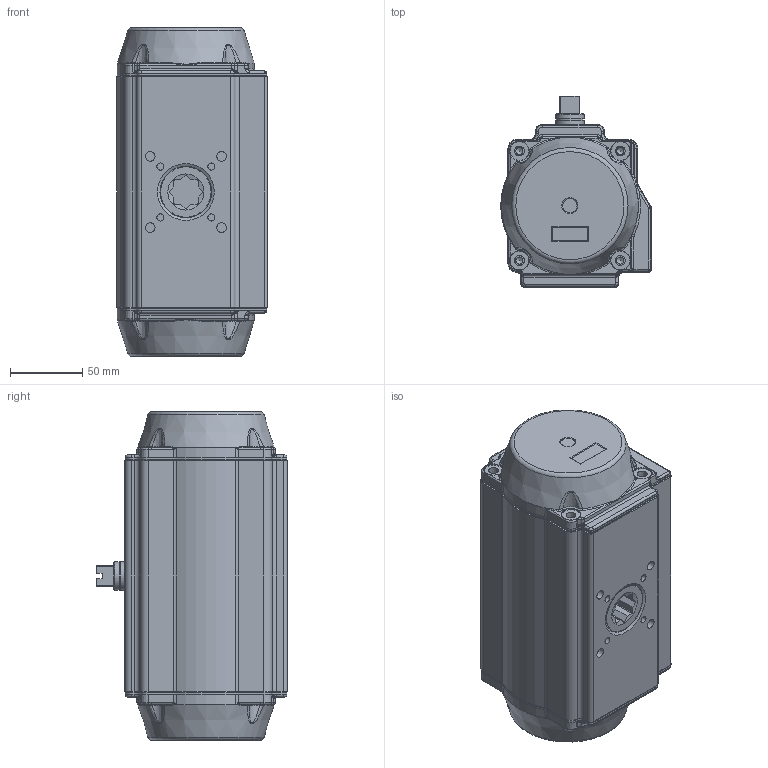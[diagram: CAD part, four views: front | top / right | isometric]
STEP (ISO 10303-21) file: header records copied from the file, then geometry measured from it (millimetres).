
FILE_DESCRIPTION(/* description */ ('Unknown'),/* implementation_level */ '2;1');
FILE_NAME(/* name */ 'PD05_PE04',/* time_stamp */ '2022-02-21T12:40:31+01:00',/* author */ ('Unknown'),/* organization */ ('Unknown'),/* preprocessor_version */ 'ST-DEVELOPER v16.7',/* originating_system */ 'Solid Edge',/* authorisation */ 'Unknown');
FILE_SCHEMA (('AUTOMOTIVE_DESIGN {1 0 10303 214 3 1 1}'));
Products named in the file (6): PD05_PE04; VTE85____; huosai85; zhou85; vt85-2016-06-25  _______MIR; vt85-2016-06-25
Assembly tree (6 placements, depth 2):
  PD05_PE04
    VTE85____
    huosai85  x2
    zhou85
    vt85-2016-06-25  _______MIR
    vt85-2016-06-25
Bounding box: 104.5 x 132.5 x 228 mm (x, y, z)
Volume: 1138856 mm3; surface area: 297197 mm2
Topology: 6 solids, 6 shells, 2369 faces, 5902 edges, 3637 vertices
Faces by surface type: plane 606, bspline 548, cylinder 545, torus 456, cone 210, sphere 4
Full cylindrical faces by diameter (mm): 4 x2, 4.134 x8, 4.917 x13, 5 x1, 6.647 x6, 11.445 x2, 12 x2, 13 x10, 16.2 x1, 16.5 x1, 18.7 x1, 20 x7, 23 x12, 26 x1, 27 x1, 31.5 x1, 32.2 x1, 32.4 x1, 36 x4, 73 x2, 79.2 x2, 80 x2, 84 x6, 85 x1
Entity records: 77371 total; most frequent: CARTESIAN_POINT 36528, ORIENTED_EDGE 9080, DIRECTION 7421, EDGE_CURVE 4540, AXIS2_PLACEMENT_3D 3034, VERTEX_POINT 2918, FACE_BOUND 2276, EDGE_LOOP 2264
